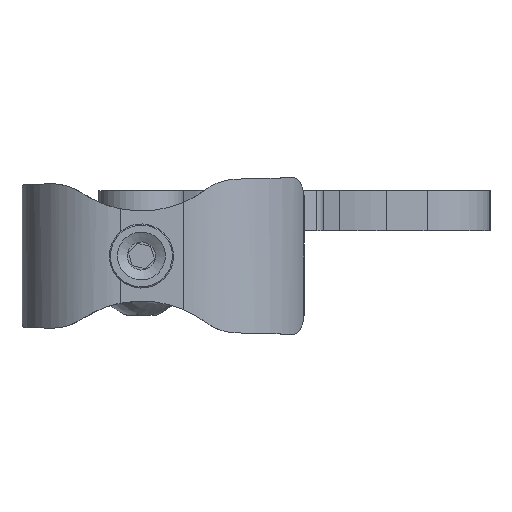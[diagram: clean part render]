
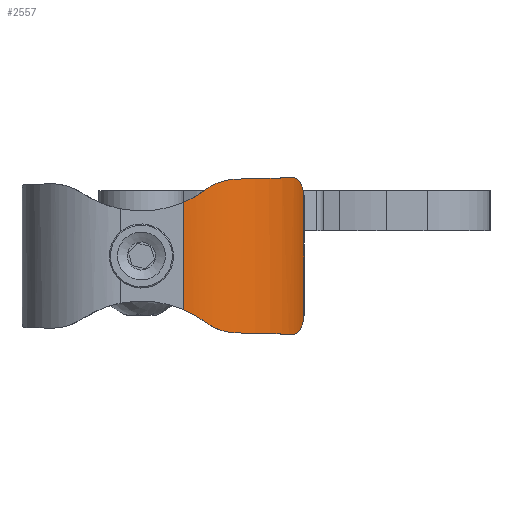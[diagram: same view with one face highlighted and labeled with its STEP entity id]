
A CAD part, left-side view. The second image highlights one B-rep face of the part: STEP entity #2557.
In plain terms, the highlighted cylindrical face has radius 22.225 mm (diameter 44.45 mm), a partial arc.
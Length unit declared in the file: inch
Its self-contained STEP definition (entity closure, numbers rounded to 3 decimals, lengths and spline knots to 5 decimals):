
#127 = VERTEX_POINT ( 'NONE', #5756 ) ;
#580 = ORIENTED_EDGE ( 'NONE', *, *, #2151, .T. ) ;
#581 = ORIENTED_EDGE ( 'NONE', *, *, #5266, .T. ) ;
#582 = ORIENTED_EDGE ( 'NONE', *, *, #5214, .T. ) ;
#584 = ORIENTED_EDGE ( 'NONE', *, *, #5262, .T. ) ;
#586 = ORIENTED_EDGE ( 'NONE', *, *, #5203, .T. ) ;
#587 = ORIENTED_EDGE ( 'NONE', *, *, #5254, .T. ) ;
#589 = ORIENTED_EDGE ( 'NONE', *, *, #5270, .T. ) ;
#590 = ORIENTED_EDGE ( 'NONE', *, *, #5325, .T. ) ;
#591 = ORIENTED_EDGE ( 'NONE', *, *, #5354, .T. ) ;
#592 = ORIENTED_EDGE ( 'NONE', *, *, #5287, .T. ) ;
#767 = B_SPLINE_CURVE_WITH_KNOTS ( 'NONE', 3,
 ( #6784, #6783, #6808, #6809, #6810, #6811 ),
 .UNSPECIFIED., .F., .F.,
 ( 4, 2, 4 ),
 ( 0., 0.00305, 0.0061 ),
 .UNSPECIFIED. ) ;
#775 = B_SPLINE_CURVE_WITH_KNOTS ( 'NONE', 3,
 ( #6632, #6631, #6636, #6637 ),
 .UNSPECIFIED., .F., .F.,
 ( 4, 4 ),
 ( 0., 0.00451 ),
 .UNSPECIFIED. ) ;
#779 = B_SPLINE_CURVE_WITH_KNOTS ( 'NONE', 3,
 ( #1319, #1320, #1356, #1357 ),
 .UNSPECIFIED., .F., .F.,
 ( 4, 4 ),
 ( 0., 0.00451 ),
 .UNSPECIFIED. ) ;
#783 = B_SPLINE_CURVE_WITH_KNOTS ( 'NONE', 3,
 ( #5952, #5951, #5946, #5953, #5954, #5955, #5956, #5957, #5958, #5959 ),
 .UNSPECIFIED., .F., .F.,
 ( 4, 2, 2, 2, 4 ),
 ( 0., 0.0014, 0.0028, 0.0042, 0.0056 ),
 .UNSPECIFIED. ) ;
#796 =( BOUNDED_CURVE ( )  B_SPLINE_CURVE ( 3, ( #6409, #6408, #6428, #6429 ),
 .UNSPECIFIED., .F., .F. ) 
 B_SPLINE_CURVE_WITH_KNOTS ( ( 4, 4 ),
 ( 2.00484, 2.65685 ),
 .UNSPECIFIED. ) 
 CURVE ( )  GEOMETRIC_REPRESENTATION_ITEM ( )  RATIONAL_B_SPLINE_CURVE ( ( 1., 0.965, 0.965, 1. ) ) 
 REPRESENTATION_ITEM ( '' )  );
#822 =( BOUNDED_CURVE ( )  B_SPLINE_CURVE ( 3, ( #1376, #1375, #1380, #1381 ),
 .UNSPECIFIED., .F., .F. ) 
 B_SPLINE_CURVE_WITH_KNOTS ( ( 4, 4 ),
 ( 0.48474, 1.13676 ),
 .UNSPECIFIED. ) 
 CURVE ( )  GEOMETRIC_REPRESENTATION_ITEM ( )  RATIONAL_B_SPLINE_CURVE ( ( 1., 0.965, 0.965, 1. ) ) 
 REPRESENTATION_ITEM ( '' )  );
#833 = B_SPLINE_CURVE_WITH_KNOTS ( 'NONE', 3,
 ( #5869, #5868, #5876, #5877, #5878, #5879, #5880, #5881 ),
 .UNSPECIFIED., .F., .F.,
 ( 4, 2, 2, 4 ),
 ( 0., 0.00305, 0.00457, 0.0061 ),
 .UNSPECIFIED. ) ;
#1048 = LINE ( 'NONE', #1379, #1052 ) ;
#1049 = VECTOR ( 'NONE', #1480, 39.37008 ) ;
#1051 = LINE ( 'NONE', #1479, #1049 ) ;
#1052 = VECTOR ( 'NONE', #1382, 39.37008 ) ;
#1319 = CARTESIAN_POINT ( 'NONE',  ( 0.01354, -0.44832, 0.46374 ) ) ;
#1320 = CARTESIAN_POINT ( 'NONE',  ( 0.00511, -0.40095, 0.42842 ) ) ;
#1356 = CARTESIAN_POINT ( 'NONE',  ( 0., -0.34992, 0.39895 ) ) ;
#1357 = CARTESIAN_POINT ( 'NONE',  ( 0., -0.295, 0.37545 ) ) ;
#1375 = CARTESIAN_POINT ( 'NONE',  ( 0.29596, -0.97897, 0.546 ) ) ;
#1376 = CARTESIAN_POINT ( 'NONE',  ( 0.46727, -1.0692, 0.54829 ) ) ;
#1379 = CARTESIAN_POINT ( 'NONE',  ( 0.63625, -1.1368, 0. ) ) ;
#1380 = CARTESIAN_POINT ( 'NONE',  ( 0.16256, -0.83864, 0.54244 ) ) ;
#1381 = CARTESIAN_POINT ( 'NONE',  ( 0.08114, -0.66297, 0.53799 ) ) ;
#1382 = DIRECTION ( 'NONE',  ( 0., 0., 1. ) ) ;
#1479 = CARTESIAN_POINT ( 'NONE',  ( 0., -0.295, 0. ) ) ;
#1480 = DIRECTION ( 'NONE',  ( 0., 0., -1. ) ) ;
#1607 = EDGE_LOOP ( 'NONE', ( #580, #581, #582, #584, #586, #587, #589, #590, #591, #592 ) ) ;
#2151 = EDGE_CURVE ( 'NONE', #7069, #7002, #7848, .T. ) ;
#2557 = ADVANCED_FACE ( 'NONE', ( #5563 ), #5567, .T. ) ;
#3525 = AXIS2_PLACEMENT_3D ( 'NONE', #4167, #4205, #4204 ) ;
#4167 = CARTESIAN_POINT ( 'NONE',  ( 0.875, -0.295, 0. ) ) ;
#4204 = DIRECTION ( 'NONE',  ( 1., 0., 0. ) ) ;
#4205 = DIRECTION ( 'NONE',  ( 0., 0., 1. ) ) ;
#4252 = CARTESIAN_POINT ( 'NONE',  ( 0.48364, -1.07782, -0.54616 ) ) ;
#4253 = CARTESIAN_POINT ( 'NONE',  ( 0.46727, -1.0692, -0.54829 ) ) ;
#4254 = CARTESIAN_POINT ( 'NONE',  ( 0.49978, -1.08566, -0.5421 ) ) ;
#4255 = CARTESIAN_POINT ( 'NONE',  ( 0.53149, -1.09994, -0.53012 ) ) ;
#4256 = CARTESIAN_POINT ( 'NONE',  ( 0.5472, -1.10643, -0.52208 ) ) ;
#4257 = CARTESIAN_POINT ( 'NONE',  ( 0.57641, -1.11763, -0.50274 ) ) ;
#4258 = CARTESIAN_POINT ( 'NONE',  ( 0.59011, -1.12243, -0.49139 ) ) ;
#4259 = CARTESIAN_POINT ( 'NONE',  ( 0.61536, -1.1307, -0.46531 ) ) ;
#4260 = CARTESIAN_POINT ( 'NONE',  ( 0.62656, -1.13405, -0.45096 ) ) ;
#4261 = CARTESIAN_POINT ( 'NONE',  ( 0.63625, -1.1368, -0.4353 ) ) ;
#5203 = EDGE_CURVE ( 'NONE', #127, #7065, #833, .T. ) ;
#5214 = EDGE_CURVE ( 'NONE', #7018, #7048, #783, .T. ) ;
#5254 = EDGE_CURVE ( 'NONE', #7065, #6994, #779, .T. ) ;
#5262 = EDGE_CURVE ( 'NONE', #7048, #127, #822, .T. ) ;
#5266 = EDGE_CURVE ( 'NONE', #7002, #7018, #1048, .T. ) ;
#5270 = EDGE_CURVE ( 'NONE', #6994, #7052, #1051, .T. ) ;
#5287 = EDGE_CURVE ( 'NONE', #8098, #7069, #796, .T. ) ;
#5325 = EDGE_CURVE ( 'NONE', #7052, #6997, #775, .T. ) ;
#5354 = EDGE_CURVE ( 'NONE', #6997, #8098, #767, .T. ) ;
#5563 = FACE_OUTER_BOUND ( 'NONE', #1607, .T. ) ;
#5567 = CYLINDRICAL_SURFACE ( 'NONE', #3525, 0.875 ) ;
#5756 = CARTESIAN_POINT ( 'NONE',  ( 0.08114, -0.66297, 0.53799 ) ) ;
#5868 = CARTESIAN_POINT ( 'NONE',  ( 0.06408, -0.62618, 0.53706 ) ) ;
#5869 = CARTESIAN_POINT ( 'NONE',  ( 0.08114, -0.66297, 0.53799 ) ) ;
#5876 = CARTESIAN_POINT ( 'NONE',  ( 0.05005, -0.58922, 0.53082 ) ) ;
#5877 = CARTESIAN_POINT ( 'NONE',  ( 0.03304, -0.53394, 0.51213 ) ) ;
#5878 = CARTESIAN_POINT ( 'NONE',  ( 0.02816, -0.51593, 0.50444 ) ) ;
#5879 = CARTESIAN_POINT ( 'NONE',  ( 0.01986, -0.4812, 0.48626 ) ) ;
#5880 = CARTESIAN_POINT ( 'NONE',  ( 0.0164, -0.46443, 0.47575 ) ) ;
#5881 = CARTESIAN_POINT ( 'NONE',  ( 0.01354, -0.44832, 0.46374 ) ) ;
#5946 = CARTESIAN_POINT ( 'NONE',  ( 0.61542, -1.13071, 0.46522 ) ) ;
#5951 = CARTESIAN_POINT ( 'NONE',  ( 0.62656, -1.13405, 0.45096 ) ) ;
#5952 = CARTESIAN_POINT ( 'NONE',  ( 0.63625, -1.1368, 0.4353 ) ) ;
#5953 = CARTESIAN_POINT ( 'NONE',  ( 0.5905, -1.12256, 0.49102 ) ) ;
#5954 = CARTESIAN_POINT ( 'NONE',  ( 0.57655, -1.11768, 0.50264 ) ) ;
#5955 = CARTESIAN_POINT ( 'NONE',  ( 0.54735, -1.10649, 0.522 ) ) ;
#5956 = CARTESIAN_POINT ( 'NONE',  ( 0.532, -1.10016, 0.5299 ) ) ;
#5957 = CARTESIAN_POINT ( 'NONE',  ( 0.49989, -1.08571, 0.54208 ) ) ;
#5958 = CARTESIAN_POINT ( 'NONE',  ( 0.48364, -1.07782, 0.54616 ) ) ;
#5959 = CARTESIAN_POINT ( 'NONE',  ( 0.46727, -1.0692, 0.54829 ) ) ;
#6408 = CARTESIAN_POINT ( 'NONE',  ( 0.16256, -0.83864, -0.54244 ) ) ;
#6409 = CARTESIAN_POINT ( 'NONE',  ( 0.08114, -0.66297, -0.53799 ) ) ;
#6428 = CARTESIAN_POINT ( 'NONE',  ( 0.29596, -0.97897, -0.546 ) ) ;
#6429 = CARTESIAN_POINT ( 'NONE',  ( 0.46727, -1.0692, -0.54829 ) ) ;
#6631 = CARTESIAN_POINT ( 'NONE',  ( 0., -0.34992, -0.39895 ) ) ;
#6632 = CARTESIAN_POINT ( 'NONE',  ( 0., -0.295, -0.37545 ) ) ;
#6636 = CARTESIAN_POINT ( 'NONE',  ( 0.00511, -0.40095, -0.42842 ) ) ;
#6637 = CARTESIAN_POINT ( 'NONE',  ( 0.01354, -0.44832, -0.46374 ) ) ;
#6783 = CARTESIAN_POINT ( 'NONE',  ( 0.01927, -0.48054, -0.48777 ) ) ;
#6784 = CARTESIAN_POINT ( 'NONE',  ( 0.01354, -0.44832, -0.46374 ) ) ;
#6808 = CARTESIAN_POINT ( 'NONE',  ( 0.02732, -0.51533, -0.50582 ) ) ;
#6809 = CARTESIAN_POINT ( 'NONE',  ( 0.05001, -0.58911, -0.5308 ) ) ;
#6810 = CARTESIAN_POINT ( 'NONE',  ( 0.06408, -0.62618, -0.53706 ) ) ;
#6811 = CARTESIAN_POINT ( 'NONE',  ( 0.08114, -0.66297, -0.53799 ) ) ;
#6878 = CARTESIAN_POINT ( 'NONE',  ( 0., -0.295, 0.37545 ) ) ;
#6881 = CARTESIAN_POINT ( 'NONE',  ( 0.01354, -0.44832, -0.46374 ) ) ;
#6886 = CARTESIAN_POINT ( 'NONE',  ( 0.63625, -1.1368, -0.4353 ) ) ;
#6902 = CARTESIAN_POINT ( 'NONE',  ( 0.63625, -1.1368, 0.4353 ) ) ;
#6994 = VERTEX_POINT ( 'NONE', #6878 ) ;
#6997 = VERTEX_POINT ( 'NONE', #6881 ) ;
#7002 = VERTEX_POINT ( 'NONE', #6886 ) ;
#7018 = VERTEX_POINT ( 'NONE', #6902 ) ;
#7048 = VERTEX_POINT ( 'NONE', #7332 ) ;
#7052 = VERTEX_POINT ( 'NONE', #7336 ) ;
#7065 = VERTEX_POINT ( 'NONE', #7349 ) ;
#7069 = VERTEX_POINT ( 'NONE', #7353 ) ;
#7332 = CARTESIAN_POINT ( 'NONE',  ( 0.46727, -1.0692, 0.54829 ) ) ;
#7336 = CARTESIAN_POINT ( 'NONE',  ( 0., -0.295, -0.37545 ) ) ;
#7349 = CARTESIAN_POINT ( 'NONE',  ( 0.01354, -0.44832, 0.46374 ) ) ;
#7353 = CARTESIAN_POINT ( 'NONE',  ( 0.46727, -1.0692, -0.54829 ) ) ;
#7428 = CARTESIAN_POINT ( 'NONE',  ( 0.08114, -0.66297, -0.53799 ) ) ;
#7848 = B_SPLINE_CURVE_WITH_KNOTS ( 'NONE', 3,
 ( #4253, #4252, #4254, #4255, #4256, #4257, #4258, #4259, #4260, #4261 ),
 .UNSPECIFIED., .F., .F.,
 ( 4, 2, 2, 2, 4 ),
 ( 0., 0.0014, 0.0028, 0.0042, 0.0056 ),
 .UNSPECIFIED. ) ;
#8098 = VERTEX_POINT ( 'NONE', #7428 ) ;
